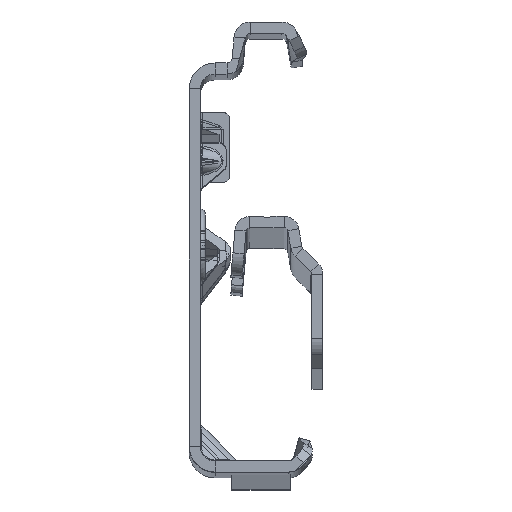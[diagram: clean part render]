
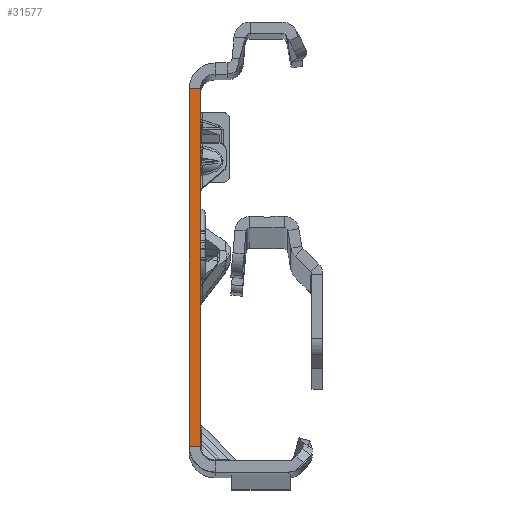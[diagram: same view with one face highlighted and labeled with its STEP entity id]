
A CAD part, top view. The second image highlights one B-rep face of the part: STEP entity #31577.
In plain terms, the highlighted planar face has unit normal (0, 0, 1).
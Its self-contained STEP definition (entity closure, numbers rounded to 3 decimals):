
#1115 = EDGE_LOOP ( 'NONE', ( #27051, #48307, #28506, #51936 ) ) ;
#1956 = VERTEX_POINT ( 'NONE', #13509 ) ;
#6962 = LINE ( 'NONE', #24731, #13591 ) ;
#7020 = DIRECTION ( 'NONE',  ( -1., 0., 0. ) ) ;
#7031 = VECTOR ( 'NONE', #9590, 1000. ) ;
#8480 = LINE ( 'NONE', #12904, #43542 ) ;
#9590 = DIRECTION ( 'NONE',  ( -1., 0., 0. ) ) ;
#10096 = CARTESIAN_POINT ( 'NONE',  ( 0., 22.135, 0. ) ) ;
#11891 = CARTESIAN_POINT ( 'NONE',  ( -1.5, 22.135, 0. ) ) ;
#12904 = CARTESIAN_POINT ( 'NONE',  ( -1.5, -27.865, 0. ) ) ;
#13509 = CARTESIAN_POINT ( 'NONE',  ( -1.5, -25.865, 0. ) ) ;
#13591 = VECTOR ( 'NONE', #15550, 1000. ) ;
#14281 = CARTESIAN_POINT ( 'NONE',  ( 0., -25.865, 0. ) ) ;
#15550 = DIRECTION ( 'NONE',  ( 0., -1., 0. ) ) ;
#20688 = CARTESIAN_POINT ( 'NONE',  ( 0., -25.865, 0. ) ) ;
#24731 = CARTESIAN_POINT ( 'NONE',  ( 0., -27.865, 0. ) ) ;
#25038 = PLANE ( 'NONE',  #42925 ) ;
#27051 = ORIENTED_EDGE ( 'NONE', *, *, #29221, .F. ) ;
#27333 = DIRECTION ( 'NONE',  ( 0., -1., 0. ) ) ;
#28506 = ORIENTED_EDGE ( 'NONE', *, *, #51266, .T. ) ;
#29221 = EDGE_CURVE ( 'NONE', #29814, #32197, #6962, .T. ) ;
#29446 = DIRECTION ( 'NONE',  ( 0., 0., 1. ) ) ;
#29708 = CARTESIAN_POINT ( 'NONE',  ( -1.5, -27.865, 0. ) ) ;
#29814 = VERTEX_POINT ( 'NONE', #42681 ) ;
#31463 = LINE ( 'NONE', #14281, #7031 ) ;
#31577 = ADVANCED_FACE ( 'NONE', ( #46503 ), #25038, .T. ) ;
#32197 = VERTEX_POINT ( 'NONE', #20688 ) ;
#33016 = DIRECTION ( 'NONE',  ( 1., 0., 0. ) ) ;
#36340 = LINE ( 'NONE', #10096, #44642 ) ;
#41018 = VERTEX_POINT ( 'NONE', #11891 ) ;
#42681 = CARTESIAN_POINT ( 'NONE',  ( 0., 22.135, 0. ) ) ;
#42925 = AXIS2_PLACEMENT_3D ( 'NONE', #29708, #29446, #33016 ) ;
#43542 = VECTOR ( 'NONE', #27333, 1000. ) ;
#44642 = VECTOR ( 'NONE', #7020, 1000. ) ;
#46503 = FACE_OUTER_BOUND ( 'NONE', #1115, .T. ) ;
#47490 = EDGE_CURVE ( 'NONE', #32197, #1956, #31463, .T. ) ;
#48307 = ORIENTED_EDGE ( 'NONE', *, *, #54027, .T. ) ;
#51266 = EDGE_CURVE ( 'NONE', #41018, #1956, #8480, .T. ) ;
#51936 = ORIENTED_EDGE ( 'NONE', *, *, #47490, .F. ) ;
#54027 = EDGE_CURVE ( 'NONE', #29814, #41018, #36340, .T. ) ;
